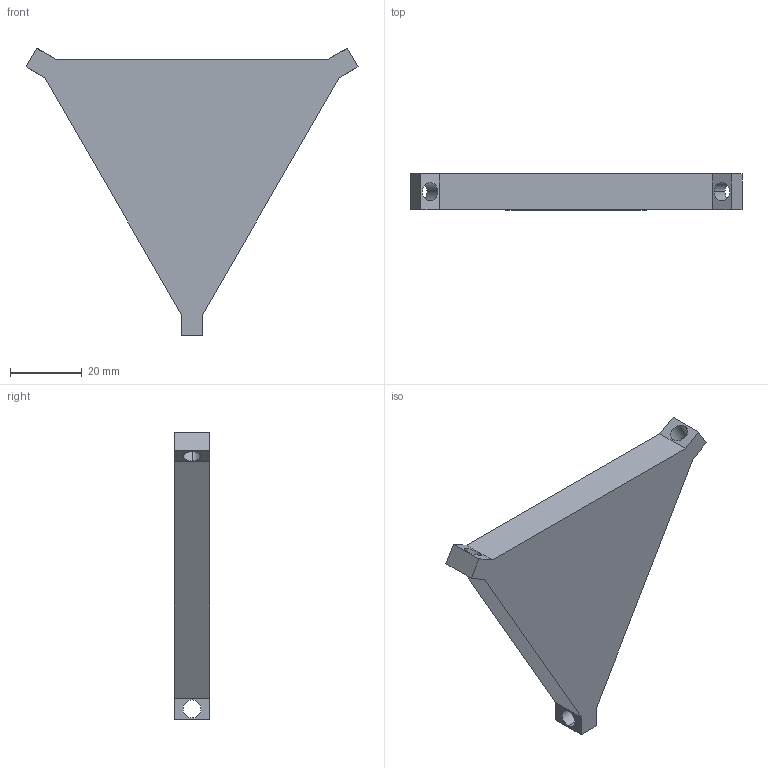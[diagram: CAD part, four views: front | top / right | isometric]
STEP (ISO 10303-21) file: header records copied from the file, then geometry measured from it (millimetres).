
FILE_DESCRIPTION (( 'STEP AP203' ), '1' );
FILE_NAME ('base_baixo_Default_sldprt.STEP', '2025-04-02T17:40:55', ( '' ), ( '' ), 'SwSTEP 2.0', 'SolidWorks 2024', '' );
FILE_SCHEMA (( 'CONFIG_CONTROL_DESIGN' ));
Length unit declared in the file: millimetre
Products named in the file (1): base_baixo_Default_sldprt
Bounding box: 92.39 x 10 x 80.01 mm (x, y, z)
Volume: 33791.4 mm3; surface area: 9813.9 mm2
Topology: 1 solids, 1 shells, 20 faces, 54 edges, 36 vertices
Faces by surface type: plane 14, cylinder 6
Entity records: 719 total; most frequent: CARTESIAN_POINT 111, DIRECTION 108, ORIENTED_EDGE 108, EDGE_CURVE 54, VECTOR 42, LINE 42, VERTEX_POINT 36, AXIS2_PLACEMENT_3D 33
